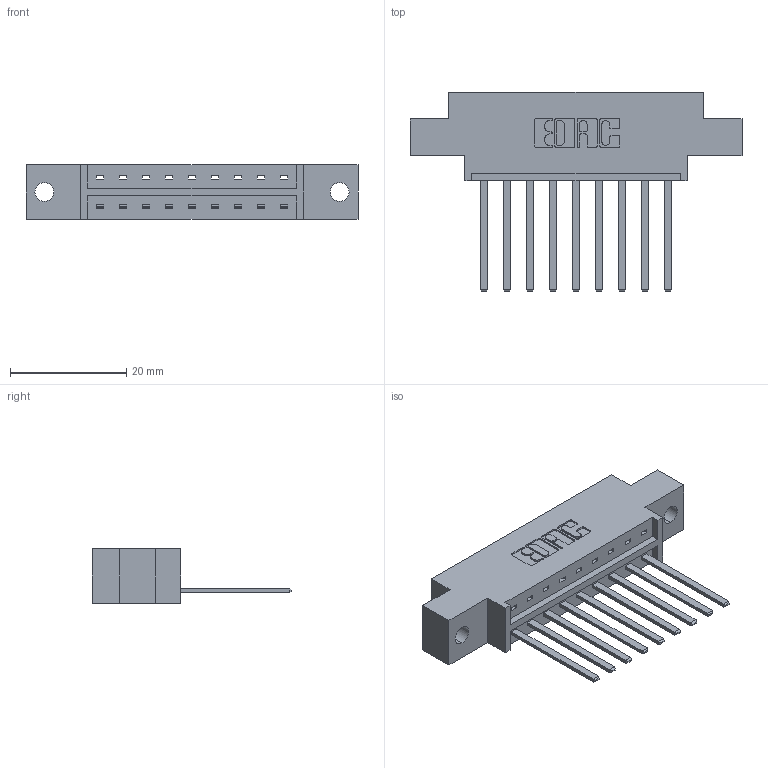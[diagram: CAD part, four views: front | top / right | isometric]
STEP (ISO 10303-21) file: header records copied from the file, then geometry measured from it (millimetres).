
FILE_DESCRIPTION (( 'STEP AP203' ), '1' );
FILE_NAME ('333-009-544-602.STEP', '2018-07-31T22:37:34', ( '' ), ( '' ), 'SwSTEP 2.0', 'SolidWorks 2016', '' );
FILE_SCHEMA (( 'CONFIG_CONTROL_DESIGN' ));
Length unit declared in the file: inch
Products named in the file (3): 333 Part_Offset - .128 Dia; 345-292-001_345-293-144; 333-009-544-602
Assembly tree (10 placements, depth 2):
  333-009-544-602
    333 Part_Offset - .128 Dia
    345-292-001_345-293-144  x9
Bounding box: 57.2 x 34.3 x 9.4 mm (x, y, z)
Volume: 5312 mm3; surface area: 5796.1 mm2
Topology: 10 solids, 10 shells, 586 faces, 1745 edges, 1150 vertices
Faces by surface type: plane 416, cylinder 170
Entity records: 9721 total; most frequent: CARTESIAN_POINT 1689, ORIENTED_EDGE 1634, DIRECTION 1487, EDGE_CURVE 817, VECTOR 693, LINE 693, VERTEX_POINT 542, AXIS2_PLACEMENT_3D 397
